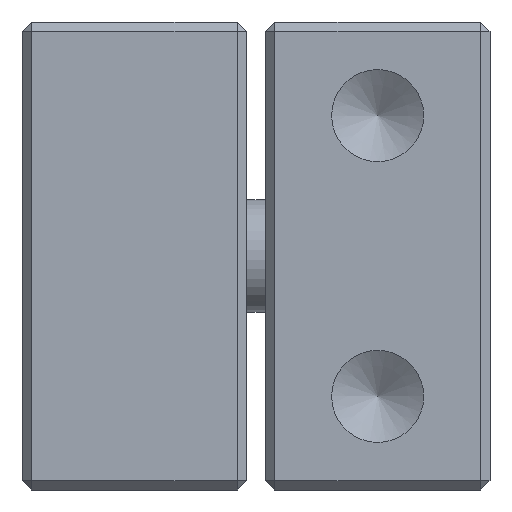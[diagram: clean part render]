
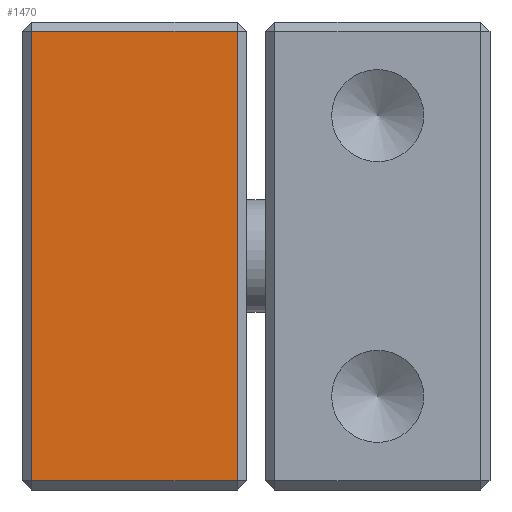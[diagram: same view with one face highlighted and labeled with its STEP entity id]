
A CAD part, front view. The second image highlights one B-rep face of the part: STEP entity #1470.
In plain terms, the highlighted planar face has unit normal (0, -1, 0).
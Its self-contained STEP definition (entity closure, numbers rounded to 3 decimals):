
#126=PLANE('',#1605);
#218=FACE_OUTER_BOUND('',#316,.T.);
#316=EDGE_LOOP('',(#1260,#1261,#1262,#1263));
#445=LINE('',#2378,#587);
#446=LINE('',#2380,#588);
#450=LINE('',#2386,#592);
#452=LINE('',#2389,#594);
#587=VECTOR('',#1914,10.);
#588=VECTOR('',#1917,10.);
#592=VECTOR('',#1925,10.);
#594=VECTOR('',#1929,10.);
#705=VERTEX_POINT('',#2316);
#717=VERTEX_POINT('',#2356);
#719=VERTEX_POINT('',#2361);
#721=VERTEX_POINT('',#2367);
#887=EDGE_CURVE('',#719,#721,#445,.T.);
#888=EDGE_CURVE('',#721,#717,#446,.T.);
#892=EDGE_CURVE('',#705,#719,#450,.T.);
#894=EDGE_CURVE('',#717,#705,#452,.T.);
#1260=ORIENTED_EDGE('',*,*,#887,.F.);
#1261=ORIENTED_EDGE('',*,*,#892,.F.);
#1262=ORIENTED_EDGE('',*,*,#894,.F.);
#1263=ORIENTED_EDGE('',*,*,#888,.F.);
#1470=ADVANCED_FACE('',(#218),#126,.T.);
#1605=AXIS2_PLACEMENT_3D('',#2414,#1969,#1970);
#1914=DIRECTION('',(0.,0.,-1.));
#1917=DIRECTION('',(-1.,0.,0.));
#1925=DIRECTION('',(1.,0.,0.));
#1929=DIRECTION('',(0.,0.,1.));
#1969=DIRECTION('center_axis',(0.,-1.,0.));
#1970=DIRECTION('ref_axis',(0.,0.,1.));
#2316=CARTESIAN_POINT('',(-17.5,-13.,12.));
#2356=CARTESIAN_POINT('',(-17.5,-13.,-12.));
#2361=CARTESIAN_POINT('',(-6.5,-13.,12.));
#2367=CARTESIAN_POINT('',(-6.5,-13.,-12.));
#2378=CARTESIAN_POINT('',(-6.5,-13.,0.));
#2380=CARTESIAN_POINT('',(-9.497,-13.,-12.));
#2386=CARTESIAN_POINT('',(-9.497,-13.,12.));
#2389=CARTESIAN_POINT('',(-17.5,-13.,0.));
#2414=CARTESIAN_POINT('Origin',(-6.,-13.,0.));
